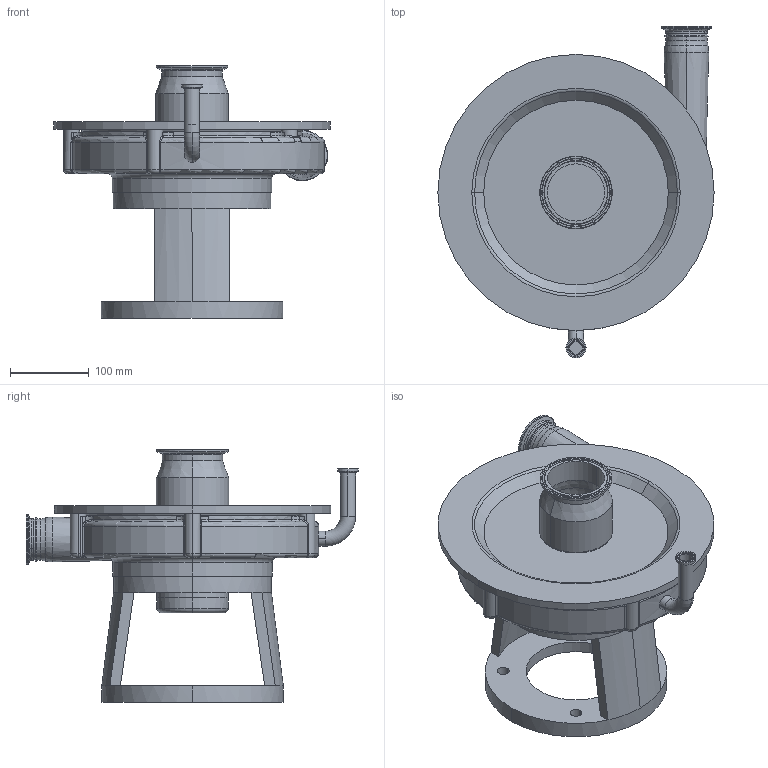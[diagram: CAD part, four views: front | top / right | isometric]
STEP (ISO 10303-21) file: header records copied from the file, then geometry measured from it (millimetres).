
FILE_DESCRIPTION (( 'STEP AP214' ), '1' );
FILE_NAME ('FPR 3451-3452 180TC VERT 3-4 In ELBOW FRONT.STEP', '2022-12-20T19:15:02', ( '' ), ( '' ), 'SwSTEP 2.0', 'SolidWorks 2021', '' );
FILE_SCHEMA (( 'AUTOMOTIVE_DESIGN' ));
Length unit declared in the file: millimetre
Products named in the file (2): FPR 345 VERT 180-250TC 3-4In ELBOW FRONT^1275000007.STEP; FPR 3451-3452 180TC VERT 3-4 In ELBOW FRONT
Assembly tree (1 placements, depth 2):
  FPR 3451-3452 180TC VERT 3-4 In ELBOW FRONT
    FPR 345 VERT 180-250TC 3-4In ELBOW FRONT^1275000007.STEP
Bounding box: 350 x 420.7 x 320.5 mm (x, y, z)
Volume: 6982987.8 mm3; surface area: 570685.7 mm2
Topology: 1 solids, 1 shells, 307 faces, 722 edges, 421 vertices
Faces by surface type: cylinder 101, torus 94, plane 47, bspline 37, cone 24, sphere 4
Entity records: 19808 total; most frequent: CARTESIAN_POINT 12856, DIRECTION 1500, ORIENTED_EDGE 1426, EDGE_CURVE 713, AXIS2_PLACEMENT_3D 671, VERTEX_POINT 421, CIRCLE 397, EDGE_LOOP 342
